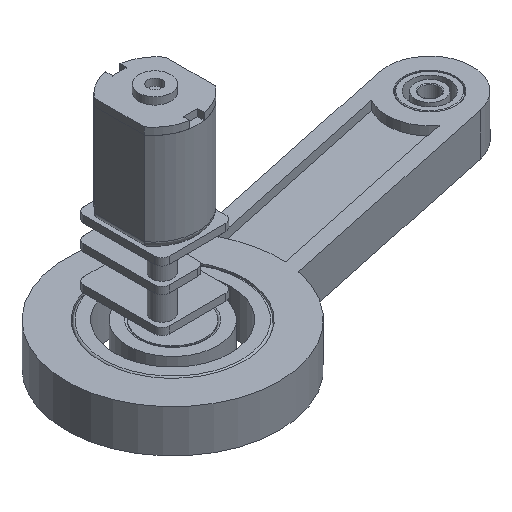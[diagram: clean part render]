
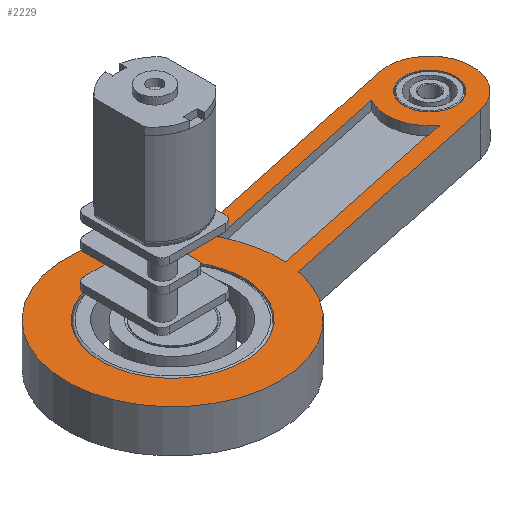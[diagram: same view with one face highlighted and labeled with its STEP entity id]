
A CAD part, isometric view. The second image highlights one B-rep face of the part: STEP entity #2229.
In plain terms, the highlighted face is planar.
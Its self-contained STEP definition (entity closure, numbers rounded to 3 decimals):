
#152=FACE_BOUND('',#412,.T.);
#153=FACE_BOUND('',#413,.T.);
#154=FACE_BOUND('',#414,.T.);
#261=FACE_OUTER_BOUND('',#411,.T.);
#411=EDGE_LOOP('',(#1832,#1833,#1834,#1835));
#412=EDGE_LOOP('',(#1836));
#413=EDGE_LOOP('',(#1837,#1838,#1839,#1840));
#414=EDGE_LOOP('',(#1841));
#534=CIRCLE('',#2593,6.);
#535=CIRCLE('',#2595,6.);
#540=CIRCLE('',#2605,3.6);
#546=CIRCLE('',#2618,15.);
#547=CIRCLE('',#2620,15.);
#548=CIRCLE('',#2622,10.1);
#734=LINE('',#3952,#883);
#736=LINE('',#3956,#885);
#741=LINE('',#3965,#890);
#744=LINE('',#3971,#893);
#883=VECTOR('',#3192,10.);
#885=VECTOR('',#3196,10.);
#890=VECTOR('',#3203,10.);
#893=VECTOR('',#3208,10.);
#1028=VERTEX_POINT('',#3903);
#1030=VERTEX_POINT('',#3907);
#1032=VERTEX_POINT('',#3912);
#1033=VERTEX_POINT('',#3914);
#1043=VERTEX_POINT('',#3943);
#1045=VERTEX_POINT('',#3949);
#1047=VERTEX_POINT('',#3955);
#1050=VERTEX_POINT('',#3962);
#1052=VERTEX_POINT('',#3969);
#1054=VERTEX_POINT('',#3984);
#1289=EDGE_CURVE('',#1030,#1028,#534,.T.);
#1291=EDGE_CURVE('',#1032,#1033,#535,.T.);
#1305=EDGE_CURVE('',#1043,#1043,#540,.T.);
#1309=EDGE_CURVE('',#1045,#1032,#734,.T.);
#1311=EDGE_CURVE('',#1047,#1028,#736,.T.);
#1316=EDGE_CURVE('',#1050,#1033,#741,.T.);
#1319=EDGE_CURVE('',#1052,#1030,#744,.T.);
#1324=EDGE_CURVE('',#1047,#1052,#546,.T.);
#1325=EDGE_CURVE('',#1050,#1045,#547,.T.);
#1326=EDGE_CURVE('',#1054,#1054,#548,.T.);
#1832=ORIENTED_EDGE('',*,*,#1309,.F.);
#1833=ORIENTED_EDGE('',*,*,#1325,.F.);
#1834=ORIENTED_EDGE('',*,*,#1316,.T.);
#1835=ORIENTED_EDGE('',*,*,#1291,.F.);
#1836=ORIENTED_EDGE('',*,*,#1305,.F.);
#1837=ORIENTED_EDGE('',*,*,#1289,.F.);
#1838=ORIENTED_EDGE('',*,*,#1319,.F.);
#1839=ORIENTED_EDGE('',*,*,#1324,.F.);
#1840=ORIENTED_EDGE('',*,*,#1311,.T.);
#1841=ORIENTED_EDGE('',*,*,#1326,.F.);
#2048=PLANE('',#2621);
#2229=ADVANCED_FACE('',(#261,#152,#153,#154),#2048,.F.);
#2593=AXIS2_PLACEMENT_3D('',#3909,#3150,#3151);
#2595=AXIS2_PLACEMENT_3D('',#3915,#3155,#3156);
#2605=AXIS2_PLACEMENT_3D('',#3944,#3184,#3185);
#2618=AXIS2_PLACEMENT_3D('',#3980,#3223,#3224);
#2620=AXIS2_PLACEMENT_3D('',#3982,#3227,#3228);
#2621=AXIS2_PLACEMENT_3D('',#3983,#3229,#3230);
#2622=AXIS2_PLACEMENT_3D('',#3985,#3231,#3232);
#3150=DIRECTION('center_axis',(0.,1.,0.));
#3151=DIRECTION('ref_axis',(-1.,0.,0.));
#3155=DIRECTION('center_axis',(0.,1.,0.));
#3156=DIRECTION('ref_axis',(-1.,0.,0.));
#3184=DIRECTION('center_axis',(0.,-1.,0.));
#3185=DIRECTION('ref_axis',(1.,0.,0.));
#3192=DIRECTION('',(1.,0.,0.));
#3196=DIRECTION('',(1.,0.,0.));
#3203=DIRECTION('',(1.,0.,0.));
#3208=DIRECTION('',(1.,0.,0.));
#3223=DIRECTION('center_axis',(0.,1.,0.));
#3224=DIRECTION('ref_axis',(-1.,0.,0.));
#3227=DIRECTION('center_axis',(0.,1.,0.));
#3228=DIRECTION('ref_axis',(-1.,0.,0.));
#3229=DIRECTION('center_axis',(0.,1.,0.));
#3230=DIRECTION('ref_axis',(0.,0.,1.));
#3231=DIRECTION('center_axis',(0.,-1.,0.));
#3232=DIRECTION('ref_axis',(1.,0.,0.));
#3903=CARTESIAN_POINT('',(42.528,0.,4.));
#3907=CARTESIAN_POINT('',(42.528,0.,-4.));
#3909=CARTESIAN_POINT('Origin',(47.,0.,0.));
#3912=CARTESIAN_POINT('',(47.,0.,6.));
#3914=CARTESIAN_POINT('',(47.,0.,-6.));
#3915=CARTESIAN_POINT('Origin',(47.,0.,0.));
#3943=CARTESIAN_POINT('',(50.6,0.,0.));
#3944=CARTESIAN_POINT('Origin',(47.,0.,0.));
#3949=CARTESIAN_POINT('',(13.748,0.,6.));
#3952=CARTESIAN_POINT('',(12.,0.,6.));
#3955=CARTESIAN_POINT('',(14.457,0.,4.));
#3956=CARTESIAN_POINT('',(12.,0.,4.));
#3962=CARTESIAN_POINT('',(13.748,0.,-6.));
#3965=CARTESIAN_POINT('',(12.,0.,-6.));
#3969=CARTESIAN_POINT('',(14.457,0.,-4.));
#3971=CARTESIAN_POINT('',(12.,0.,-4.));
#3980=CARTESIAN_POINT('Origin',(0.,0.,0.));
#3982=CARTESIAN_POINT('Origin',(0.,0.,0.));
#3983=CARTESIAN_POINT('Origin',(0.,0.,0.));
#3984=CARTESIAN_POINT('',(-10.1,0.,0.));
#3985=CARTESIAN_POINT('Origin',(0.,0.,0.));
